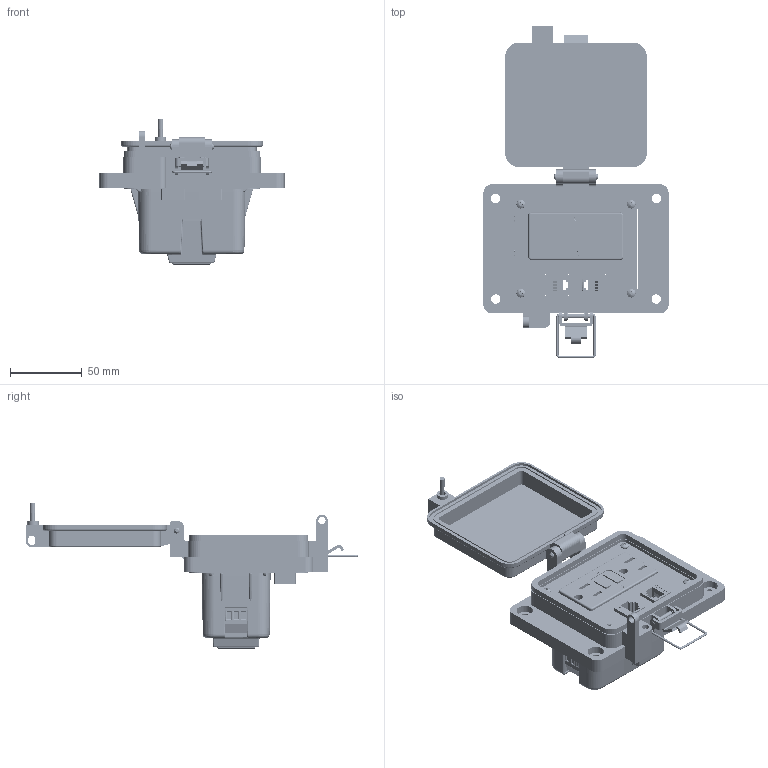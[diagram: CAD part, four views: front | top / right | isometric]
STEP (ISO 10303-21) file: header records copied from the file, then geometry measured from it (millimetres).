
FILE_DESCRIPTION (( 'STEP AP203' ), '1' );
FILE_NAME ('P-R2#2-K2RF0_3D.STEP', '2021-11-17T16:24:15', ( '' ), ( '' ), 'SwSTEP 2.0', 'SolidWorks 2019', '' );
FILE_SCHEMA (( 'CONFIG_CONTROL_DESIGN' ));
Products named in the file (15): Z-H-K2_B; P-R2#2-K2RF0_TP060_1; P-R2#2-K2RF0_FP060_1; Z-000-4243316TFP; P-R2#2-K2RF0_3D; R2; -K2; Z-120-RIOF-SHELL; 92005A124_METRIC PAN HEAD PHILLIPS MACHINE SCREW_92005A124; Z-200-OTLT-RIOF-15A; P-R2#2-K2RF0_BP180_1; RF; Z-200-OTLT-GFIH-15A_sheared; Z-300-RJ45CAT5
Assembly tree (20 placements, depth 4):
  P-R2#2-K2RF0_3D
    P-R2#2-K2RF0_BP180_1
    P-R2#2-K2RF0_TP060_1
    Z-000-4243316TFP  x3
    P-R2#2-K2RF0_FP060_1
    R2
      Z-300-RJ45CAT5
    R2
      Z-300-RJ45CAT5
    -K2
      Z-H-K2_B
    92005A124_METRIC PAN HEAD PHILLIPS MACHINE SCREW_92005A124  x4
    RF
      Z-200-OTLT-RIOF-15A
        Z-120-RIOF-SHELL
        Z-200-OTLT-GFIH-15A_sheared
Bounding box: 129 x 231.28 x 101.5 mm (x, y, z)
Volume: 296413.6 mm3; surface area: 183327.7 mm2
Topology: 39 solids, 45 shells, 6047 faces, 15868 edges, 10088 vertices
Faces by surface type: plane 2507, cylinder 1902, bspline 1350, cone 141, torus 89, sphere 58
Entity records: 216296 total; most frequent: CARTESIAN_POINT 101871, ORIENTED_EDGE 26272, DIRECTION 18983, EDGE_CURVE 13136, VERTEX_POINT 8285, VECTOR 7611, LINE 7611, AXIS2_PLACEMENT_3D 5686
